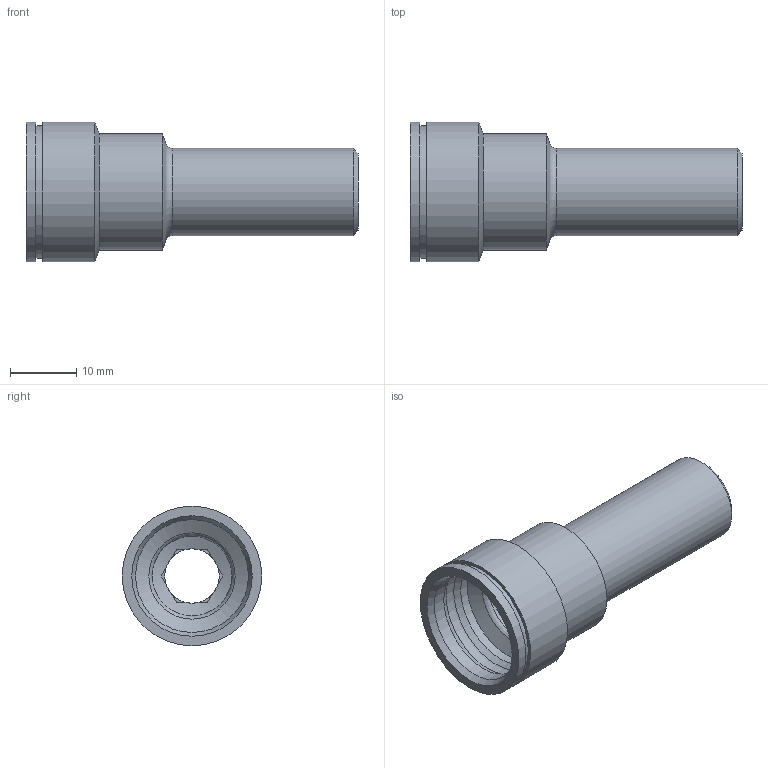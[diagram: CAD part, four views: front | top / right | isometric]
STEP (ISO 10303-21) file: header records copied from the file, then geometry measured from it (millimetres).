
FILE_DESCRIPTION(/* description */ ('BUCHSE'),/* implementation_level */ '2;1');
FILE_NAME(/* name */ 'ESR 14X50 NA.stp',/* time_stamp */ '2025-02-04T12:33:51+01:00',/* author */ ('ertl'),/* organization */ (''),/* preprocessor_version */ 'ST-DEVELOPER v20',/* originating_system */ 'Autodesk Inventor 2025',/* authorisation */ '');
FILE_SCHEMA (('AUTOMOTIVE_DESIGN { 1 0 10303 214 3 1 1 }'));
Length unit declared in the file: millimetre
Products named in the file (2): ESR 14X50 NA; ESR 14X50 NA-U
Assembly tree (1 placements, depth 2):
  ESR 14X50 NA
    ESR 14X50 NA-U
Bounding box: 50 x 21 x 21 mm (x, y, z)
Volume: 5172 mm3; surface area: 4619.8 mm2
Topology: 1 solids, 1 shells, 43 faces, 108 edges, 69 vertices
Faces by surface type: plane 22, cylinder 9, cone 9, torus 3
Full cylindrical faces by diameter (mm): 8.2 x1, 12 x1, 13.157 x1, 17 x2, 17.5 x1, 20 x1, 21 x2
Entity records: 1420 total; most frequent: CARTESIAN_POINT 247, DIRECTION 236, ORIENTED_EDGE 216, EDGE_CURVE 108, AXIS2_PLACEMENT_3D 94, VERTEX_POINT 69, LINE 48, VECTOR 48
